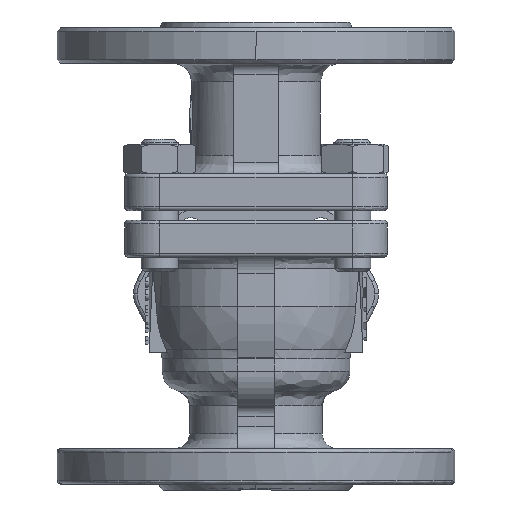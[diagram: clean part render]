
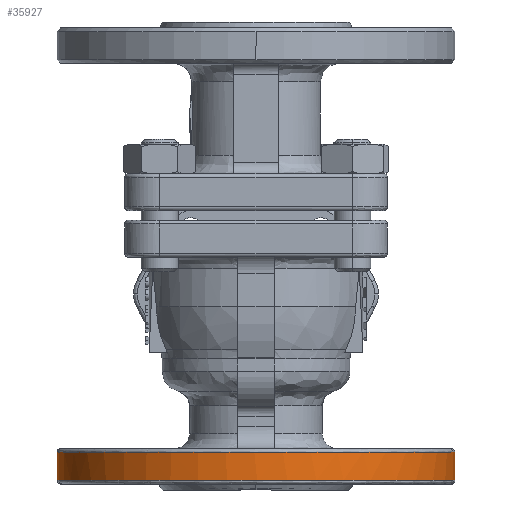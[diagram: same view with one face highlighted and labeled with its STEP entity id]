
A CAD part, front view. The second image highlights one B-rep face of the part: STEP entity #35927.
In plain terms, the highlighted cylindrical face has radius 54 mm (diameter 108 mm), a partial arc.
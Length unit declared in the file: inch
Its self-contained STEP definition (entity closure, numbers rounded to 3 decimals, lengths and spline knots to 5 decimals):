
#357 = CARTESIAN_POINT ( 'NONE',  ( 1.40491, -1.68043, -1.69291 ) ) ;
#619 = CARTESIAN_POINT ( 'NONE',  ( -1.69039, -1.37557, -1.69291 ) ) ;
#2141 = CARTESIAN_POINT ( 'NONE',  ( -2.12598, -0.07874, -1.99213 ) ) ;
#2551 = B_SPLINE_CURVE_WITH_KNOTS ( 'NONE', 3,
 ( #31368, #39666, #47539, #8487, #15805, #20569, #36269, #4535, #7691, #357, #16327, #12373, #4028, #7418, #28202, #48068, #12102, #24018, #24533, #16072, #40452, #27657, #23756, #27404, #43843, #36538, #619, #44109, #7953, #31866, #8219, #47286, #11363, #23508 ),
 .UNSPECIFIED., .F., .F.,
 ( 4, 2, 2, 2, 2, 2, 2, 2, 2, 2, 2, 2, 2, 2, 2, 2, 4 ),
 ( 0., 0.0625, 0.125, 0.1875, 0.25, 0.3125, 0.375, 0.4375, 0.5, 0.5625, 0.625, 0.6875, 0.75, 0.8125, 0.875, 0.9375, 1. ),
 .UNSPECIFIED. ) ;
#3722 = CARTESIAN_POINT ( 'NONE',  ( -2.12598, -0.07874, -1.69291 ) ) ;
#4028 = CARTESIAN_POINT ( 'NONE',  ( 0.94213, -1.98964, -1.69291 ) ) ;
#4535 = CARTESIAN_POINT ( 'NONE',  ( 1.69039, -1.37557, -1.69291 ) ) ;
#7015 = CARTESIAN_POINT ( 'NONE',  ( 2.12598, -0.07874, -1.99213 ) ) ;
#7418 = CARTESIAN_POINT ( 'NONE',  ( 0.68503, -2.09614, -1.69291 ) ) ;
#7691 = CARTESIAN_POINT ( 'NONE',  ( 1.60169, -1.48365, -1.69291 ) ) ;
#7953 = CARTESIAN_POINT ( 'NONE',  ( -1.9109, -1.02087, -1.69291 ) ) ;
#8219 = CARTESIAN_POINT ( 'NONE',  ( -2.05799, -0.62997, -1.69291 ) ) ;
#8487 = CARTESIAN_POINT ( 'NONE',  ( 2.05799, -0.62997, -1.69291 ) ) ;
#9232 = CARTESIAN_POINT ( 'NONE',  ( -2.12598, -4.33071, -1.99213 ) ) ;
#9738 = ORIENTED_EDGE ( 'NONE', *, *, #39453, .T. ) ;
#10503 = EDGE_LOOP ( 'NONE', ( #9738, #14011, #22190, #28421 ) ) ;
#11363 = CARTESIAN_POINT ( 'NONE',  ( -2.12598, -0.21789, -1.69291 ) ) ;
#11393 = AXIS2_PLACEMENT_3D ( 'NONE', #31095, #43558, #47263 ) ;
#12102 = CARTESIAN_POINT ( 'NONE',  ( 0.13915, -2.20472, -1.69291 ) ) ;
#12280 = EDGE_CURVE ( 'NONE', #47500, #20717, #2551, .T. ) ;
#12373 = CARTESIAN_POINT ( 'NONE',  ( 1.06544, -1.92374, -1.69291 ) ) ;
#12738 = CARTESIAN_POINT ( 'NONE',  ( -2.12598, -0.07874, -1.69291 ) ) ;
#14011 = ORIENTED_EDGE ( 'NONE', *, *, #12280, .T. ) ;
#15519 = CARTESIAN_POINT ( 'NONE',  ( -2.12598, -0.07874, -1.89239 ) ) ;
#15805 = CARTESIAN_POINT ( 'NONE',  ( 2.0174, -0.76377, -1.69291 ) ) ;
#16072 = CARTESIAN_POINT ( 'NONE',  ( -0.55123, -2.13673, -1.69291 ) ) ;
#16327 = CARTESIAN_POINT ( 'NONE',  ( 1.29683, -1.76913, -1.69291 ) ) ;
#16374 = B_SPLINE_CURVE_WITH_KNOTS ( 'NONE', 3,
 ( #7015, #31458, #23097, #39012 ),
 .UNSPECIFIED., .F., .F.,
 ( 4, 4 ),
 ( 0., 1. ),
 .UNSPECIFIED. ) ;
#20569 = CARTESIAN_POINT ( 'NONE',  ( 1.9109, -1.02087, -1.69291 ) ) ;
#20717 = VERTEX_POINT ( 'NONE', #12738 ) ;
#21609 = CARTESIAN_POINT ( 'NONE',  ( 2.12598, -0.07874, -1.99213 ) ) ;
#22190 = ORIENTED_EDGE ( 'NONE', *, *, #33553, .T. ) ;
#23097 = CARTESIAN_POINT ( 'NONE',  ( 2.12598, -0.07874, -1.79265 ) ) ;
#23490 = FACE_OUTER_BOUND ( 'NONE', #10503, .T. ) ;
#23508 = CARTESIAN_POINT ( 'NONE',  ( -2.12598, -0.07874, -1.69291 ) ) ;
#23756 = CARTESIAN_POINT ( 'NONE',  ( -1.06544, -1.92374, -1.69291 ) ) ;
#24018 = CARTESIAN_POINT ( 'NONE',  ( -0.13915, -2.20472, -1.69291 ) ) ;
#24533 = CARTESIAN_POINT ( 'NONE',  ( -0.27829, -2.19102, -1.69291 ) ) ;
#26187 = VERTEX_POINT ( 'NONE', #42236 ) ;
#26248 = CARTESIAN_POINT ( 'NONE',  ( 2.12598, -0.07874, -1.99213 ) ) ;
#27404 = CARTESIAN_POINT ( 'NONE',  ( -1.29683, -1.76913, -1.69291 ) ) ;
#27657 = CARTESIAN_POINT ( 'NONE',  ( -0.94213, -1.98964, -1.69291 ) ) ;
#28202 = CARTESIAN_POINT ( 'NONE',  ( 0.55123, -2.13673, -1.69291 ) ) ;
#28421 = ORIENTED_EDGE ( 'NONE', *, *, #46298, .F. ) ;
#28574 = CARTESIAN_POINT ( 'NONE',  ( 2.12598, -0.07874, -1.69291 ) ) ;
#31095 = CARTESIAN_POINT ( 'NONE',  ( 0., -0.07874, 0.90551 ) ) ;
#31368 = CARTESIAN_POINT ( 'NONE',  ( 2.12598, -0.07874, -1.69291 ) ) ;
#31458 = CARTESIAN_POINT ( 'NONE',  ( 2.12598, -0.07874, -1.89239 ) ) ;
#31866 = CARTESIAN_POINT ( 'NONE',  ( -2.0174, -0.76377, -1.69291 ) ) ;
#32628 = CARTESIAN_POINT ( 'NONE',  ( -2.12598, -0.07874, -1.99213 ) ) ;
#33553 = EDGE_CURVE ( 'NONE', #20717, #26187, #39930, .T. ) ;
#35392 = VERTEX_POINT ( 'NONE', #26248 ) ;
#35451 = CARTESIAN_POINT ( 'NONE',  ( -2.12598, -0.07874, -1.79265 ) ) ;
#35927 = ADVANCED_FACE ( 'NONE', ( #23490 ), #43822, .T. ) ;
#36269 = CARTESIAN_POINT ( 'NONE',  ( 1.845, -1.14418, -1.69291 ) ) ;
#36538 = CARTESIAN_POINT ( 'NONE',  ( -1.60169, -1.48365, -1.69291 ) ) ;
#39012 = CARTESIAN_POINT ( 'NONE',  ( 2.12598, -0.07874, -1.69291 ) ) ;
#39453 = EDGE_CURVE ( 'NONE', #35392, #47500, #16374, .T. ) ;
#39666 = CARTESIAN_POINT ( 'NONE',  ( 2.12598, -0.21789, -1.69291 ) ) ;
#39930 = B_SPLINE_CURVE_WITH_KNOTS ( 'NONE', 3,
 ( #3722, #35451, #15519, #32628 ),
 .UNSPECIFIED., .F., .F.,
 ( 4, 4 ),
 ( 0., 1. ),
 .UNSPECIFIED. ) ;
#40452 = CARTESIAN_POINT ( 'NONE',  ( -0.68503, -2.09614, -1.69291 ) ) ;
#42236 = CARTESIAN_POINT ( 'NONE',  ( -2.12598, -0.07874, -1.99213 ) ) ;
#43558 = DIRECTION ( 'NONE',  ( 0., 0., 1. ) ) ;
#43822 = CYLINDRICAL_SURFACE ( 'NONE', #11393, 2.12598 ) ;
#43843 = CARTESIAN_POINT ( 'NONE',  ( -1.40491, -1.68043, -1.69291 ) ) ;
#44109 = CARTESIAN_POINT ( 'NONE',  ( -1.845, -1.14418, -1.69291 ) ) ;
#45136 = CARTESIAN_POINT ( 'NONE',  ( 2.12598, -4.33071, -1.99213 ) ) ;
#46220 =( BOUNDED_CURVE ( )  B_SPLINE_CURVE ( 3, ( #21609, #45136, #9232, #2141 ),
 .UNSPECIFIED., .F., .F. ) 
 B_SPLINE_CURVE_WITH_KNOTS ( ( 4, 4 ),
 ( 0., 1. ),
 .UNSPECIFIED. ) 
 CURVE ( )  GEOMETRIC_REPRESENTATION_ITEM ( )  RATIONAL_B_SPLINE_CURVE ( ( 1., 0.333, 0.333, 1. ) ) 
 REPRESENTATION_ITEM ( '' )  );
#46298 = EDGE_CURVE ( 'NONE', #35392, #26187, #46220, .T. ) ;
#47263 = DIRECTION ( 'NONE',  ( 1., 0., 0. ) ) ;
#47286 = CARTESIAN_POINT ( 'NONE',  ( -2.11228, -0.35703, -1.69291 ) ) ;
#47500 = VERTEX_POINT ( 'NONE', #28574 ) ;
#47539 = CARTESIAN_POINT ( 'NONE',  ( 2.11228, -0.35703, -1.69291 ) ) ;
#48068 = CARTESIAN_POINT ( 'NONE',  ( 0.27829, -2.19102, -1.69291 ) ) ;
